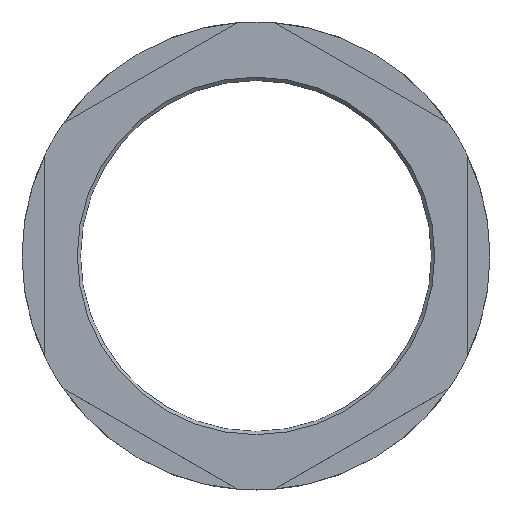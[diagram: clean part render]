
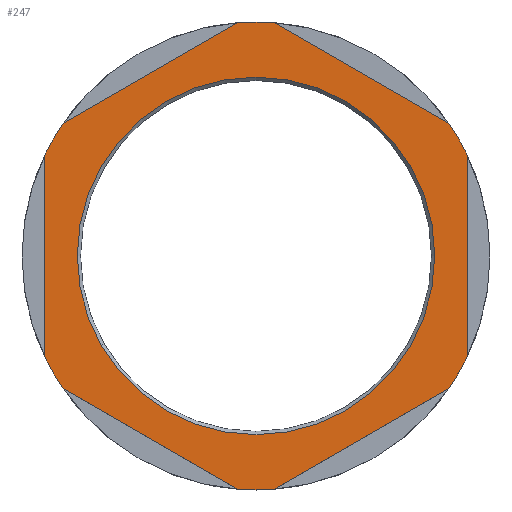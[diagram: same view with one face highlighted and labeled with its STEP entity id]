
A CAD part, top view. The second image highlights one B-rep face of the part: STEP entity #247.
In plain terms, the highlighted planar face has unit normal (0, 0, 1).
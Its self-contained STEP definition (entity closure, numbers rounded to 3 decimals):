
#54=AXIS2_PLACEMENT_3D('Circle Axis2P3D',#52,#53,$) ;
#114=AXIS2_PLACEMENT_3D('Circle Axis2P3D',#112,#113,$) ;
#127=AXIS2_PLACEMENT_3D('Plane Axis2P3D',#124,#125,#126) ;
#131=AXIS2_PLACEMENT_3D('Circle Axis2P3D',#129,#130,$) ;
#147=AXIS2_PLACEMENT_3D('Circle Axis2P3D',#145,#146,$) ;
#154=AXIS2_PLACEMENT_3D('Circle Axis2P3D',#152,#153,$) ;
#168=AXIS2_PLACEMENT_3D('Circle Axis2P3D',#166,#167,$) ;
#182=AXIS2_PLACEMENT_3D('Circle Axis2P3D',#180,#181,$) ;
#196=AXIS2_PLACEMENT_3D('Circle Axis2P3D',#194,#195,$) ;
#203=AXIS2_PLACEMENT_3D('Circle Axis2P3D',#201,#202,$) ;
#217=AXIS2_PLACEMENT_3D('Circle Axis2P3D',#215,#216,$) ;
#49=CARTESIAN_POINT('Vertex',(12.184,22.25,8.)) ;
#52=CARTESIAN_POINT('Axis2P3D Location',(36.,36.,8.)) ;
#56=CARTESIAN_POINT('Vertex',(59.816,49.75,8.)) ;
#112=CARTESIAN_POINT('Axis2P3D Location',(36.,36.,8.)) ;
#124=CARTESIAN_POINT('Axis2P3D Location',(36.,36.,8.)) ;
#129=CARTESIAN_POINT('Axis2P3D Location',(36.,36.,8.)) ;
#133=CARTESIAN_POINT('Vertex',(65.659,15.596,8.)) ;
#135=CARTESIAN_POINT('Vertex',(68.5,20.516,8.)) ;
#138=CARTESIAN_POINT('Line Origine',(68.5,36.,8.)) ;
#142=CARTESIAN_POINT('Vertex',(68.5,51.484,8.)) ;
#145=CARTESIAN_POINT('Axis2P3D Location',(36.,36.,8.)) ;
#149=CARTESIAN_POINT('Vertex',(67.177,54.,8.)) ;
#152=CARTESIAN_POINT('Axis2P3D Location',(36.,36.,8.)) ;
#156=CARTESIAN_POINT('Vertex',(65.659,56.404,8.)) ;
#159=CARTESIAN_POINT('Line Origine',(52.25,64.146,8.)) ;
#163=CARTESIAN_POINT('Vertex',(38.841,71.888,8.)) ;
#166=CARTESIAN_POINT('Axis2P3D Location',(36.,36.,8.)) ;
#170=CARTESIAN_POINT('Vertex',(33.159,71.888,8.)) ;
#173=CARTESIAN_POINT('Line Origine',(19.75,64.146,8.)) ;
#177=CARTESIAN_POINT('Vertex',(6.341,56.404,8.)) ;
#180=CARTESIAN_POINT('Axis2P3D Location',(36.,36.,8.)) ;
#184=CARTESIAN_POINT('Vertex',(3.5,51.484,8.)) ;
#187=CARTESIAN_POINT('Line Origine',(3.5,36.,8.)) ;
#191=CARTESIAN_POINT('Vertex',(3.5,20.516,8.)) ;
#194=CARTESIAN_POINT('Axis2P3D Location',(36.,36.,8.)) ;
#198=CARTESIAN_POINT('Vertex',(4.823,18.,8.)) ;
#201=CARTESIAN_POINT('Axis2P3D Location',(36.,36.,8.)) ;
#205=CARTESIAN_POINT('Vertex',(6.341,15.596,8.)) ;
#208=CARTESIAN_POINT('Line Origine',(19.75,7.854,8.)) ;
#212=CARTESIAN_POINT('Vertex',(33.159,0.112,8.)) ;
#215=CARTESIAN_POINT('Axis2P3D Location',(36.,36.,8.)) ;
#219=CARTESIAN_POINT('Vertex',(38.841,0.112,8.)) ;
#222=CARTESIAN_POINT('Line Origine',(52.25,7.854,8.)) ;
#53=DIRECTION('Axis2P3D Direction',(0.,-0.,1.)) ;
#113=DIRECTION('Axis2P3D Direction',(0.,-0.,1.)) ;
#125=DIRECTION('Axis2P3D Direction',(0.,-0.,1.)) ;
#126=DIRECTION('Axis2P3D XDirection',(0.866,0.5,0.)) ;
#130=DIRECTION('Axis2P3D Direction',(0.,-0.,1.)) ;
#139=DIRECTION('Vector Direction',(0.,1.,0.)) ;
#146=DIRECTION('Axis2P3D Direction',(0.,-0.,1.)) ;
#153=DIRECTION('Axis2P3D Direction',(0.,-0.,1.)) ;
#160=DIRECTION('Vector Direction',(-0.866,0.5,0.)) ;
#167=DIRECTION('Axis2P3D Direction',(0.,-0.,1.)) ;
#174=DIRECTION('Vector Direction',(-0.866,-0.5,0.)) ;
#181=DIRECTION('Axis2P3D Direction',(0.,-0.,1.)) ;
#188=DIRECTION('Vector Direction',(0.,-1.,0.)) ;
#195=DIRECTION('Axis2P3D Direction',(0.,-0.,1.)) ;
#202=DIRECTION('Axis2P3D Direction',(0.,-0.,1.)) ;
#209=DIRECTION('Vector Direction',(0.866,-0.5,0.)) ;
#216=DIRECTION('Axis2P3D Direction',(0.,-0.,1.)) ;
#223=DIRECTION('Vector Direction',(0.866,0.5,0.)) ;
#140=VECTOR('Line Direction',#139,1.) ;
#161=VECTOR('Line Direction',#160,1.) ;
#175=VECTOR('Line Direction',#174,1.) ;
#189=VECTOR('Line Direction',#188,1.) ;
#210=VECTOR('Line Direction',#209,1.) ;
#224=VECTOR('Line Direction',#223,1.) ;
#228=ORIENTED_EDGE('',*,*,#137,.T.) ;
#229=ORIENTED_EDGE('',*,*,#144,.T.) ;
#230=ORIENTED_EDGE('',*,*,#151,.T.) ;
#231=ORIENTED_EDGE('',*,*,#158,.T.) ;
#232=ORIENTED_EDGE('',*,*,#165,.T.) ;
#233=ORIENTED_EDGE('',*,*,#172,.T.) ;
#234=ORIENTED_EDGE('',*,*,#179,.T.) ;
#235=ORIENTED_EDGE('',*,*,#186,.T.) ;
#236=ORIENTED_EDGE('',*,*,#193,.T.) ;
#237=ORIENTED_EDGE('',*,*,#200,.T.) ;
#238=ORIENTED_EDGE('',*,*,#207,.T.) ;
#239=ORIENTED_EDGE('',*,*,#214,.T.) ;
#240=ORIENTED_EDGE('',*,*,#221,.T.) ;
#241=ORIENTED_EDGE('',*,*,#226,.T.) ;
#244=ORIENTED_EDGE('',*,*,#58,.T.) ;
#245=ORIENTED_EDGE('',*,*,#116,.T.) ;
#246=FACE_BOUND('',#243,.T.) ;
#247=ADVANCED_FACE('Fase1',(#242,#246),#128,.T.) ;
#55=CIRCLE('generated circle',#54,27.5) ;
#115=CIRCLE('generated circle',#114,27.5) ;
#132=CIRCLE('generated circle',#131,36.) ;
#148=CIRCLE('generated circle',#147,36.) ;
#155=CIRCLE('generated circle',#154,36.) ;
#169=CIRCLE('generated circle',#168,36.) ;
#183=CIRCLE('generated circle',#182,36.) ;
#197=CIRCLE('generated circle',#196,36.) ;
#204=CIRCLE('generated circle',#203,36.) ;
#218=CIRCLE('generated circle',#217,36.) ;
#58=EDGE_CURVE('',#57,#50,#55,.F.) ;
#116=EDGE_CURVE('',#50,#57,#115,.F.) ;
#137=EDGE_CURVE('',#134,#136,#132,.T.) ;
#144=EDGE_CURVE('',#136,#143,#141,.T.) ;
#151=EDGE_CURVE('',#143,#150,#148,.T.) ;
#158=EDGE_CURVE('',#150,#157,#155,.T.) ;
#165=EDGE_CURVE('',#157,#164,#162,.T.) ;
#172=EDGE_CURVE('',#164,#171,#169,.T.) ;
#179=EDGE_CURVE('',#171,#178,#176,.T.) ;
#186=EDGE_CURVE('',#178,#185,#183,.T.) ;
#193=EDGE_CURVE('',#185,#192,#190,.T.) ;
#200=EDGE_CURVE('',#192,#199,#197,.T.) ;
#207=EDGE_CURVE('',#199,#206,#204,.T.) ;
#214=EDGE_CURVE('',#206,#213,#211,.T.) ;
#221=EDGE_CURVE('',#213,#220,#218,.T.) ;
#226=EDGE_CURVE('',#220,#134,#225,.T.) ;
#227=EDGE_LOOP('',(#228,#229,#230,#231,#232,#233,#234,#235,#236,#237,#238,#239,#240,#241)) ;
#243=EDGE_LOOP('',(#244,#245)) ;
#242=FACE_OUTER_BOUND('',#227,.T.) ;
#141=LINE('Line',#138,#140) ;
#162=LINE('Line',#159,#161) ;
#176=LINE('Line',#173,#175) ;
#190=LINE('Line',#187,#189) ;
#211=LINE('Line',#208,#210) ;
#225=LINE('Line',#222,#224) ;
#128=PLANE('',#127) ;
#50=VERTEX_POINT('',#49) ;
#57=VERTEX_POINT('',#56) ;
#134=VERTEX_POINT('',#133) ;
#136=VERTEX_POINT('',#135) ;
#143=VERTEX_POINT('',#142) ;
#150=VERTEX_POINT('',#149) ;
#157=VERTEX_POINT('',#156) ;
#164=VERTEX_POINT('',#163) ;
#171=VERTEX_POINT('',#170) ;
#178=VERTEX_POINT('',#177) ;
#185=VERTEX_POINT('',#184) ;
#192=VERTEX_POINT('',#191) ;
#199=VERTEX_POINT('',#198) ;
#206=VERTEX_POINT('',#205) ;
#213=VERTEX_POINT('',#212) ;
#220=VERTEX_POINT('',#219) ;
